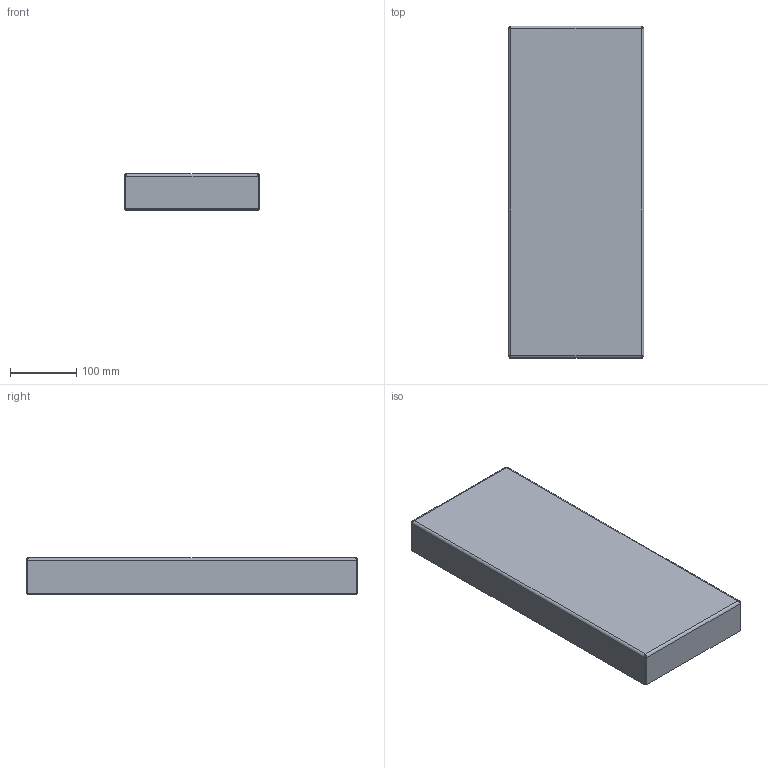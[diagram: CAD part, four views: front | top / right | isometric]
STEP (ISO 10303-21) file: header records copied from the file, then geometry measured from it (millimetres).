
FILE_DESCRIPTION(/* description */ (''),/* implementation_level */ '2;1');
FILE_NAME(/* name */ 'SVMN020500 E.stp',/* time_stamp */ '2025-03-19T14:08:28+01:00',/* author */ ('CR'),/* organization */ (''),/* preprocessor_version */ 'ST-DEVELOPER v18.1',/* originating_system */ 'Autodesk Inventor 2021',/* authorisation */ '');
FILE_SCHEMA (('AUTOMOTIVE_DESIGN { 1 0 10303 214 3 1 1 }'));
Length unit declared in the file: millimetre
Products named in the file (1): Part1
Bounding box: 204 x 500 x 55 mm (x, y, z)
Volume: 640605.8 mm3; surface area: 545067.7 mm2
Topology: 1 solids, 1 shells, 56 faces, 142 edges, 83 vertices
Faces by surface type: plane 29, cylinder 19, bspline 8
Full cylindrical faces by diameter (mm): 3 x1, 12 x6
Entity records: 2007 total; most frequent: CARTESIAN_POINT 567, ORIENTED_EDGE 284, DIRECTION 241, EDGE_CURVE 142, LINE 99, VECTOR 99, VERTEX_POINT 83, AXIS2_PLACEMENT_3D 71
